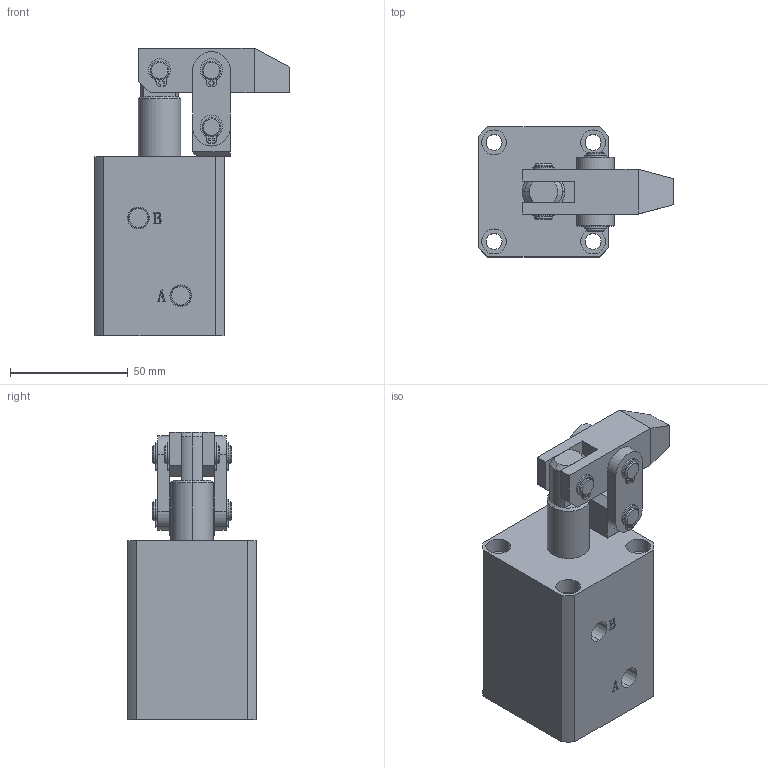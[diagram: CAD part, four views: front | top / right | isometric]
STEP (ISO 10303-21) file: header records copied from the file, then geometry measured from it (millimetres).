
FILE_DESCRIPTION (( 'STEP AP203' ), '1' );
FILE_NAME ('HLC-25.STEP', '2020-08-06T02:01:58', ( '微软用户' ), ( '微软中国' ), 'SwSTEP 2.0', 'SolidWorks 2012', '' );
FILE_SCHEMA (( 'CONFIG_CONTROL_DESIGN' ));
Length unit declared in the file: millimetre
Products named in the file (9): HLC-25; HLC-25盓傅釱; circlips for shaft--type a small gb_GB_CONNECTING_PIECE_RING_RRA 8; HLC-25酗种; HLC-25揤旋; HLC-25蟀裝; HLC-25活塞杆; HLC-25傻种; HLC-25掛极
Assembly tree (15 placements, depth 2):
  HLC-25
    HLC-25掛极
    HLC-25傻种
    HLC-25活塞杆
    HLC-25蟀裝  x2
    HLC-25揤旋
    HLC-25酗种  x2
    circlips for shaft--type a small gb_GB_CONNECTING_PIECE_RING_RRA 8  x6
    HLC-25盓傅釱
Bounding box: 82.5 x 55 x 122 mm (x, y, z)
Volume: 240290.3 mm3; surface area: 55465.2 mm2
Topology: 15 solids, 15 shells, 441 faces, 1088 edges, 714 vertices
Faces by surface type: plane 191, cylinder 183, bspline 32, cone 29, torus 6
Entity records: 11643 total; most frequent: CARTESIAN_POINT 3291, DIRECTION 1480, ORIENTED_EDGE 1476, EDGE_CURVE 738, AXIS2_PLACEMENT_3D 519, VERTEX_POINT 482, VECTOR 442, LINE 442
